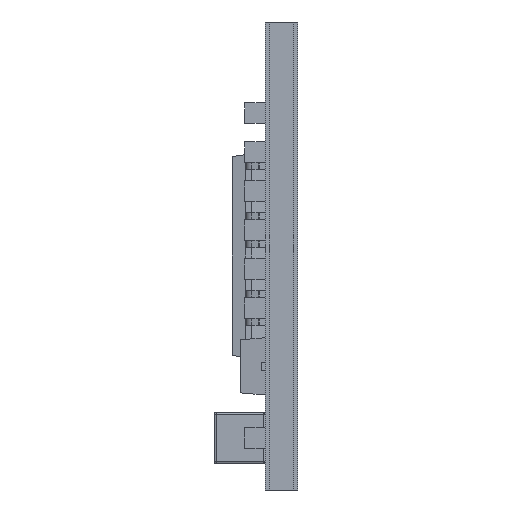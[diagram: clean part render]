
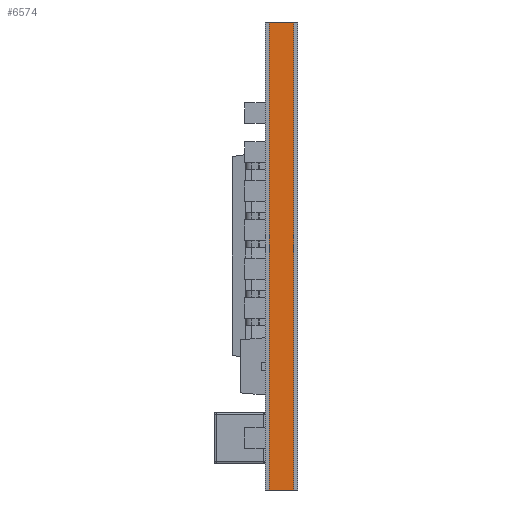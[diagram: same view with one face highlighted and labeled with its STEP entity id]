
A CAD part, left-side view. The second image highlights one B-rep face of the part: STEP entity #6574.
In plain terms, the highlighted planar face has unit normal (-1, 0, 0).
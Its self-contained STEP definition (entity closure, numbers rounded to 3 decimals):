
#377 = VERTEX_POINT ( 'NONE', #20256 ) ;
#406 = DIRECTION ( 'NONE',  ( 0., 0., 1. ) ) ;
#626 = EDGE_CURVE ( 'NONE', #9770, #16937, #4385, .T. ) ;
#1663 = EDGE_CURVE ( 'NONE', #6953, #377, #8318, .T. ) ;
#1697 = CARTESIAN_POINT ( 'NONE',  ( -15.24, 1.4, -11.43 ) ) ;
#2844 = CARTESIAN_POINT ( 'NONE',  ( -15.24, 0.2, 11.43 ) ) ;
#3830 = CARTESIAN_POINT ( 'NONE',  ( -15.24, 1.4, -11.43 ) ) ;
#3949 = VECTOR ( 'NONE', #9605, 1000. ) ;
#4117 = DIRECTION ( 'NONE',  ( 0., 0., 1. ) ) ;
#4259 = CARTESIAN_POINT ( 'NONE',  ( -15.24, 1.4, -11.43 ) ) ;
#4385 = LINE ( 'NONE', #7296, #14466 ) ;
#4410 = DIRECTION ( 'NONE',  ( 0., 0., -1. ) ) ;
#6574 = ADVANCED_FACE ( 'NONE', ( #11276 ), #21606, .F. ) ;
#6953 = VERTEX_POINT ( 'NONE', #1697 ) ;
#7296 = CARTESIAN_POINT ( 'NONE',  ( -15.24, 0.2, -11.43 ) ) ;
#7559 = CARTESIAN_POINT ( 'NONE',  ( -15.24, 1.4, 11.43 ) ) ;
#8318 = LINE ( 'NONE', #3830, #14810 ) ;
#9210 = EDGE_LOOP ( 'NONE', ( #14048, #15728, #10338, #22231 ) ) ;
#9605 = DIRECTION ( 'NONE',  ( 0., -1., 0. ) ) ;
#9770 = VERTEX_POINT ( 'NONE', #10454 ) ;
#10338 = ORIENTED_EDGE ( 'NONE', *, *, #1663, .F. ) ;
#10454 = CARTESIAN_POINT ( 'NONE',  ( -15.24, 0.2, -11.43 ) ) ;
#11048 = VECTOR ( 'NONE', #21386, 1000. ) ;
#11123 = AXIS2_PLACEMENT_3D ( 'NONE', #4259, #12872, #4410 ) ;
#11276 = FACE_OUTER_BOUND ( 'NONE', #9210, .T. ) ;
#12872 = DIRECTION ( 'NONE',  ( 1., 0., 0. ) ) ;
#12876 = EDGE_CURVE ( 'NONE', #377, #16937, #22470, .T. ) ;
#14048 = ORIENTED_EDGE ( 'NONE', *, *, #626, .T. ) ;
#14466 = VECTOR ( 'NONE', #406, 1000. ) ;
#14810 = VECTOR ( 'NONE', #4117, 1000. ) ;
#15058 = CARTESIAN_POINT ( 'NONE',  ( -15.24, 1.4, -11.43 ) ) ;
#15728 = ORIENTED_EDGE ( 'NONE', *, *, #12876, .F. ) ;
#16937 = VERTEX_POINT ( 'NONE', #2844 ) ;
#20256 = CARTESIAN_POINT ( 'NONE',  ( -15.24, 1.4, 11.43 ) ) ;
#20479 = EDGE_CURVE ( 'NONE', #6953, #9770, #22441, .T. ) ;
#21386 = DIRECTION ( 'NONE',  ( 0., -1., 0. ) ) ;
#21606 = PLANE ( 'NONE',  #11123 ) ;
#22231 = ORIENTED_EDGE ( 'NONE', *, *, #20479, .T. ) ;
#22441 = LINE ( 'NONE', #15058, #3949 ) ;
#22470 = LINE ( 'NONE', #7559, #11048 ) ;
